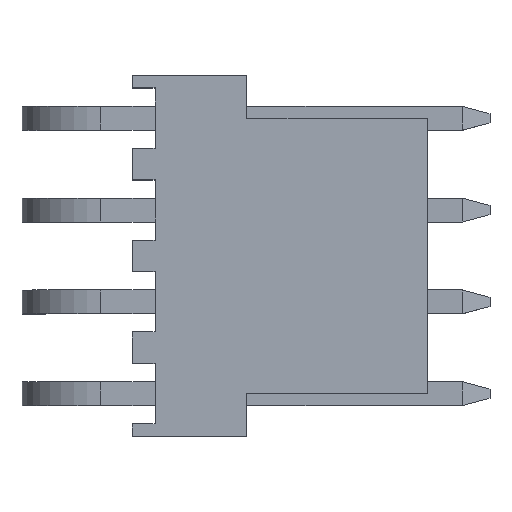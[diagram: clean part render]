
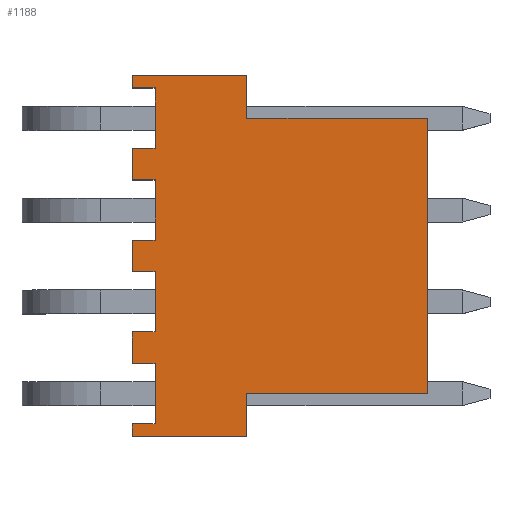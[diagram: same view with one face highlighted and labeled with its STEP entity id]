
A CAD part, top view. The second image highlights one B-rep face of the part: STEP entity #1188.
In plain terms, the highlighted planar face has unit normal (0, 0, 1).
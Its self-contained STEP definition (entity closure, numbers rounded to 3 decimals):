
#43 = VERTEX_POINT('',#44);
#44 = CARTESIAN_POINT('',(2.718,-1.194,6.35));
#50 = EDGE_CURVE('',#43,#51,#53,.T.);
#51 = VERTEX_POINT('',#52);
#52 = CARTESIAN_POINT('',(5.893,-1.194,6.35));
#53 = LINE('',#54,#55);
#54 = CARTESIAN_POINT('',(2.718,-1.194,6.35));
#55 = VECTOR('',#56,1.);
#56 = DIRECTION('',(1.,0.,0.));
#307 = EDGE_CURVE('',#51,#308,#310,.T.);
#308 = VERTEX_POINT('',#309);
#309 = CARTESIAN_POINT('',(5.893,0.,6.35));
#310 = LINE('',#311,#312);
#311 = CARTESIAN_POINT('',(5.893,-1.194,6.35));
#312 = VECTOR('',#313,1.);
#313 = DIRECTION('',(0.,1.,0.));
#332 = VERTEX_POINT('',#333);
#333 = CARTESIAN_POINT('',(5.893,7.62,6.35));
#339 = EDGE_CURVE('',#332,#340,#342,.T.);
#340 = VERTEX_POINT('',#341);
#341 = CARTESIAN_POINT('',(5.893,8.814,6.35));
#342 = LINE('',#343,#344);
#343 = CARTESIAN_POINT('',(5.893,7.62,6.35));
#344 = VECTOR('',#345,1.);
#345 = DIRECTION('',(0.,1.,0.));
#961 = VERTEX_POINT('',#962);
#962 = CARTESIAN_POINT('',(3.353,0.838,6.35));
#968 = EDGE_CURVE('',#969,#961,#971,.T.);
#969 = VERTEX_POINT('',#970);
#970 = CARTESIAN_POINT('',(3.353,-0.838,6.35));
#971 = LINE('',#972,#973);
#972 = CARTESIAN_POINT('',(3.353,-0.838,6.35));
#973 = VECTOR('',#974,1.);
#974 = DIRECTION('',(0.,1.,0.));
#1003 = VERTEX_POINT('',#1004);
#1004 = CARTESIAN_POINT('',(2.718,0.838,6.35));
#1010 = EDGE_CURVE('',#1003,#961,#1011,.T.);
#1011 = LINE('',#1012,#1013);
#1012 = CARTESIAN_POINT('',(2.718,0.838,6.35));
#1013 = VECTOR('',#1014,1.);
#1014 = DIRECTION('',(1.,0.,0.));
#1026 = VERTEX_POINT('',#1027);
#1027 = CARTESIAN_POINT('',(2.718,-0.838,6.35));
#1033 = EDGE_CURVE('',#43,#1026,#1034,.T.);
#1034 = LINE('',#1035,#1036);
#1035 = CARTESIAN_POINT('',(2.718,-1.194,6.35));
#1036 = VECTOR('',#1037,1.);
#1037 = DIRECTION('',(0.,1.,0.));
#1050 = VERTEX_POINT('',#1051);
#1051 = CARTESIAN_POINT('',(2.718,1.702,6.35));
#1057 = EDGE_CURVE('',#1003,#1050,#1058,.T.);
#1058 = LINE('',#1059,#1060);
#1059 = CARTESIAN_POINT('',(2.718,0.838,6.35));
#1060 = VECTOR('',#1061,1.);
#1061 = DIRECTION('',(0.,1.,0.));
#1074 = VERTEX_POINT('',#1075);
#1075 = CARTESIAN_POINT('',(2.718,6.782,6.35));
#1081 = EDGE_CURVE('',#1082,#1074,#1084,.T.);
#1082 = VERTEX_POINT('',#1083);
#1083 = CARTESIAN_POINT('',(2.718,5.918,6.35));
#1084 = LINE('',#1085,#1086);
#1085 = CARTESIAN_POINT('',(2.718,5.918,6.35));
#1086 = VECTOR('',#1087,1.);
#1087 = DIRECTION('',(0.,1.,0.));
#1105 = VERTEX_POINT('',#1106);
#1106 = CARTESIAN_POINT('',(2.718,8.458,6.35));
#1114 = VERTEX_POINT('',#1115);
#1115 = CARTESIAN_POINT('',(2.718,8.814,6.35));
#1121 = EDGE_CURVE('',#1105,#1114,#1122,.T.);
#1122 = LINE('',#1123,#1124);
#1123 = CARTESIAN_POINT('',(2.718,8.458,6.35));
#1124 = VECTOR('',#1125,1.);
#1125 = DIRECTION('',(0.,1.,0.));
#1146 = VERTEX_POINT('',#1147);
#1147 = CARTESIAN_POINT('',(2.718,4.242,6.35));
#1153 = EDGE_CURVE('',#1154,#1146,#1156,.T.);
#1154 = VERTEX_POINT('',#1155);
#1155 = CARTESIAN_POINT('',(2.718,3.378,6.35));
#1156 = LINE('',#1157,#1158);
#1157 = CARTESIAN_POINT('',(2.718,3.378,6.35));
#1158 = VECTOR('',#1159,1.);
#1159 = DIRECTION('',(0.,1.,0.));
#1177 = EDGE_CURVE('',#1026,#969,#1178,.T.);
#1178 = LINE('',#1179,#1180);
#1179 = CARTESIAN_POINT('',(2.718,-0.838,6.35));
#1180 = VECTOR('',#1181,1.);
#1181 = DIRECTION('',(1.,0.,0.));
#1188 = ADVANCED_FACE('',(#1189),#1296,.T.);
#1189 = FACE_BOUND('',#1190,.F.);
#1190 = EDGE_LOOP('',(#1191,#1201,#1207,#1208,#1214,#1215,#1223,#1231,
    #1237,#1238,#1239,#1240,#1241,#1242,#1243,#1244,#1252,#1260,#1266,
    #1267,#1275,#1283,#1289,#1290));
#1191 = ORIENTED_EDGE('',*,*,#1192,.T.);
#1192 = EDGE_CURVE('',#1193,#1195,#1197,.T.);
#1193 = VERTEX_POINT('',#1194);
#1194 = CARTESIAN_POINT('',(3.353,6.782,6.35));
#1195 = VERTEX_POINT('',#1196);
#1196 = CARTESIAN_POINT('',(3.353,8.458,6.35));
#1197 = LINE('',#1198,#1199);
#1198 = CARTESIAN_POINT('',(3.353,6.782,6.35));
#1199 = VECTOR('',#1200,1.);
#1200 = DIRECTION('',(0.,1.,0.));
#1201 = ORIENTED_EDGE('',*,*,#1202,.F.);
#1202 = EDGE_CURVE('',#1105,#1195,#1203,.T.);
#1203 = LINE('',#1204,#1205);
#1204 = CARTESIAN_POINT('',(2.718,8.458,6.35));
#1205 = VECTOR('',#1206,1.);
#1206 = DIRECTION('',(1.,0.,0.));
#1207 = ORIENTED_EDGE('',*,*,#1121,.T.);
#1208 = ORIENTED_EDGE('',*,*,#1209,.T.);
#1209 = EDGE_CURVE('',#1114,#340,#1210,.T.);
#1210 = LINE('',#1211,#1212);
#1211 = CARTESIAN_POINT('',(2.718,8.814,6.35));
#1212 = VECTOR('',#1213,1.);
#1213 = DIRECTION('',(1.,0.,0.));
#1214 = ORIENTED_EDGE('',*,*,#339,.F.);
#1215 = ORIENTED_EDGE('',*,*,#1216,.T.);
#1216 = EDGE_CURVE('',#332,#1217,#1219,.T.);
#1217 = VERTEX_POINT('',#1218);
#1218 = CARTESIAN_POINT('',(10.897,7.62,6.35));
#1219 = LINE('',#1220,#1221);
#1220 = CARTESIAN_POINT('',(5.893,7.62,6.35));
#1221 = VECTOR('',#1222,1.);
#1222 = DIRECTION('',(1.,0.,0.));
#1223 = ORIENTED_EDGE('',*,*,#1224,.F.);
#1224 = EDGE_CURVE('',#1225,#1217,#1227,.T.);
#1225 = VERTEX_POINT('',#1226);
#1226 = CARTESIAN_POINT('',(10.897,0.,6.35));
#1227 = LINE('',#1228,#1229);
#1228 = CARTESIAN_POINT('',(10.897,0.,6.35));
#1229 = VECTOR('',#1230,1.);
#1230 = DIRECTION('',(0.,1.,0.));
#1231 = ORIENTED_EDGE('',*,*,#1232,.F.);
#1232 = EDGE_CURVE('',#308,#1225,#1233,.T.);
#1233 = LINE('',#1234,#1235);
#1234 = CARTESIAN_POINT('',(5.893,0.,6.35));
#1235 = VECTOR('',#1236,1.);
#1236 = DIRECTION('',(1.,0.,0.));
#1237 = ORIENTED_EDGE('',*,*,#307,.F.);
#1238 = ORIENTED_EDGE('',*,*,#50,.F.);
#1239 = ORIENTED_EDGE('',*,*,#1033,.T.);
#1240 = ORIENTED_EDGE('',*,*,#1177,.T.);
#1241 = ORIENTED_EDGE('',*,*,#968,.T.);
#1242 = ORIENTED_EDGE('',*,*,#1010,.F.);
#1243 = ORIENTED_EDGE('',*,*,#1057,.T.);
#1244 = ORIENTED_EDGE('',*,*,#1245,.T.);
#1245 = EDGE_CURVE('',#1050,#1246,#1248,.T.);
#1246 = VERTEX_POINT('',#1247);
#1247 = CARTESIAN_POINT('',(3.353,1.702,6.35));
#1248 = LINE('',#1249,#1250);
#1249 = CARTESIAN_POINT('',(2.718,1.702,6.35));
#1250 = VECTOR('',#1251,1.);
#1251 = DIRECTION('',(1.,0.,0.));
#1252 = ORIENTED_EDGE('',*,*,#1253,.T.);
#1253 = EDGE_CURVE('',#1246,#1254,#1256,.T.);
#1254 = VERTEX_POINT('',#1255);
#1255 = CARTESIAN_POINT('',(3.353,3.378,6.35));
#1256 = LINE('',#1257,#1258);
#1257 = CARTESIAN_POINT('',(3.353,1.702,6.35));
#1258 = VECTOR('',#1259,1.);
#1259 = DIRECTION('',(0.,1.,0.));
#1260 = ORIENTED_EDGE('',*,*,#1261,.F.);
#1261 = EDGE_CURVE('',#1154,#1254,#1262,.T.);
#1262 = LINE('',#1263,#1264);
#1263 = CARTESIAN_POINT('',(2.718,3.378,6.35));
#1264 = VECTOR('',#1265,1.);
#1265 = DIRECTION('',(1.,0.,0.));
#1266 = ORIENTED_EDGE('',*,*,#1153,.T.);
#1267 = ORIENTED_EDGE('',*,*,#1268,.T.);
#1268 = EDGE_CURVE('',#1146,#1269,#1271,.T.);
#1269 = VERTEX_POINT('',#1270);
#1270 = CARTESIAN_POINT('',(3.353,4.242,6.35));
#1271 = LINE('',#1272,#1273);
#1272 = CARTESIAN_POINT('',(2.718,4.242,6.35));
#1273 = VECTOR('',#1274,1.);
#1274 = DIRECTION('',(1.,0.,0.));
#1275 = ORIENTED_EDGE('',*,*,#1276,.T.);
#1276 = EDGE_CURVE('',#1269,#1277,#1279,.T.);
#1277 = VERTEX_POINT('',#1278);
#1278 = CARTESIAN_POINT('',(3.353,5.918,6.35));
#1279 = LINE('',#1280,#1281);
#1280 = CARTESIAN_POINT('',(3.353,4.242,6.35));
#1281 = VECTOR('',#1282,1.);
#1282 = DIRECTION('',(0.,1.,0.));
#1283 = ORIENTED_EDGE('',*,*,#1284,.F.);
#1284 = EDGE_CURVE('',#1082,#1277,#1285,.T.);
#1285 = LINE('',#1286,#1287);
#1286 = CARTESIAN_POINT('',(2.718,5.918,6.35));
#1287 = VECTOR('',#1288,1.);
#1288 = DIRECTION('',(1.,0.,0.));
#1289 = ORIENTED_EDGE('',*,*,#1081,.T.);
#1290 = ORIENTED_EDGE('',*,*,#1291,.T.);
#1291 = EDGE_CURVE('',#1074,#1193,#1292,.T.);
#1292 = LINE('',#1293,#1294);
#1293 = CARTESIAN_POINT('',(2.718,6.782,6.35));
#1294 = VECTOR('',#1295,1.);
#1295 = DIRECTION('',(1.,0.,0.));
#1296 = PLANE('',#1297);
#1297 = AXIS2_PLACEMENT_3D('',#1298,#1299,#1300);
#1298 = CARTESIAN_POINT('',(2.718,-1.194,6.35));
#1299 = DIRECTION('',(0.,0.,1.));
#1300 = DIRECTION('',(1.,0.,0.));
